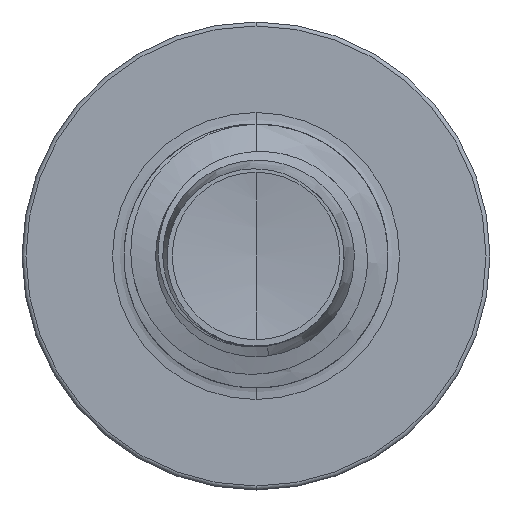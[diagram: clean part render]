
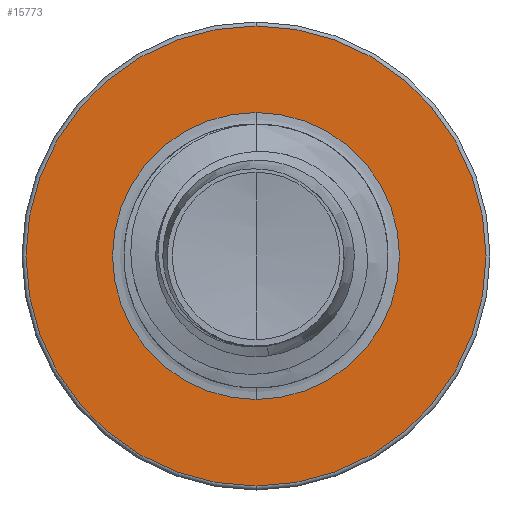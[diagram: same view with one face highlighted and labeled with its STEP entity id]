
A CAD part, front view. The second image highlights one B-rep face of the part: STEP entity #15773.
In plain terms, the highlighted planar face has unit normal (0, -1, 0).
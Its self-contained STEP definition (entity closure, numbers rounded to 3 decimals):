
#131 = VERTEX_POINT ( 'NONE', #14870 ) ;
#460 = CARTESIAN_POINT ( 'NONE',  ( 0., 8., 1.917 ) ) ;
#1008 = DIRECTION ( 'NONE',  ( 0., 0., 1. ) ) ;
#1814 = DIRECTION ( 'NONE',  ( 0., 0., 1. ) ) ;
#1855 = DIRECTION ( 'NONE',  ( 0., 1., 0. ) ) ;
#1880 = CARTESIAN_POINT ( 'NONE',  ( 0., 8., 0. ) ) ;
#2551 = ORIENTED_EDGE ( 'NONE', *, *, #4392, .T. ) ;
#4392 = EDGE_CURVE ( 'NONE', #16569, #7287, #21403, .T. ) ;
#4674 = CIRCLE ( 'NONE', #10922, 1.917 ) ;
#4830 = EDGE_CURVE ( 'NONE', #20029, #131, #4674, .T. ) ;
#5486 = DIRECTION ( 'NONE',  ( 0., 1., 0. ) ) ;
#7287 = VERTEX_POINT ( 'NONE', #16443 ) ;
#7441 = CARTESIAN_POINT ( 'NONE',  ( 0., 8., -1.196 ) ) ;
#9420 = DIRECTION ( 'NONE',  ( 0., 1., 0. ) ) ;
#10514 = CIRCLE ( 'NONE', #18085, 1.196 ) ;
#10922 = AXIS2_PLACEMENT_3D ( 'NONE', #12693, #12666, #12612 ) ;
#12141 = EDGE_CURVE ( 'NONE', #7287, #16569, #10514, .T. ) ;
#12185 = ORIENTED_EDGE ( 'NONE', *, *, #12141, .T. ) ;
#12216 = EDGE_CURVE ( 'NONE', #131, #20029, #14497, .T. ) ;
#12612 = DIRECTION ( 'NONE',  ( 0., 0., 1. ) ) ;
#12666 = DIRECTION ( 'NONE',  ( 0., 1., 0. ) ) ;
#12693 = CARTESIAN_POINT ( 'NONE',  ( 0., 8., 0. ) ) ;
#13250 = ORIENTED_EDGE ( 'NONE', *, *, #4830, .F. ) ;
#13271 = DIRECTION ( 'NONE',  ( 0., 1., 0. ) ) ;
#13961 = CARTESIAN_POINT ( 'NONE',  ( 0., 8., -1.196 ) ) ;
#14497 = CIRCLE ( 'NONE', #22464, 1.917 ) ;
#14870 = CARTESIAN_POINT ( 'NONE',  ( 0., 8., -1.917 ) ) ;
#15773 = ADVANCED_FACE ( 'NONE', ( #19516, #18975 ), #18832, .F. ) ;
#16443 = CARTESIAN_POINT ( 'NONE',  ( 0., 8., 1.196 ) ) ;
#16569 = VERTEX_POINT ( 'NONE', #13961 ) ;
#17115 = CARTESIAN_POINT ( 'NONE',  ( 0., 8., 0. ) ) ;
#18085 = AXIS2_PLACEMENT_3D ( 'NONE', #23554, #13271, #1008 ) ;
#18098 = EDGE_LOOP ( 'NONE', ( #13250, #18424 ) ) ;
#18424 = ORIENTED_EDGE ( 'NONE', *, *, #12216, .F. ) ;
#18832 = PLANE ( 'NONE',  #21601 ) ;
#18894 = DIRECTION ( 'NONE',  ( 0., 0., 1. ) ) ;
#18975 = FACE_BOUND ( 'NONE', #22357, .T. ) ;
#19516 = FACE_OUTER_BOUND ( 'NONE', #18098, .T. ) ;
#20029 = VERTEX_POINT ( 'NONE', #460 ) ;
#20065 = AXIS2_PLACEMENT_3D ( 'NONE', #1880, #1855, #1814 ) ;
#21403 = CIRCLE ( 'NONE', #20065, 1.196 ) ;
#21601 = AXIS2_PLACEMENT_3D ( 'NONE', #7441, #9420, #22102 ) ;
#22102 = DIRECTION ( 'NONE',  ( 0., 0., 1. ) ) ;
#22357 = EDGE_LOOP ( 'NONE', ( #12185, #2551 ) ) ;
#22464 = AXIS2_PLACEMENT_3D ( 'NONE', #17115, #5486, #18894 ) ;
#23554 = CARTESIAN_POINT ( 'NONE',  ( 0., 8., 0. ) ) ;
